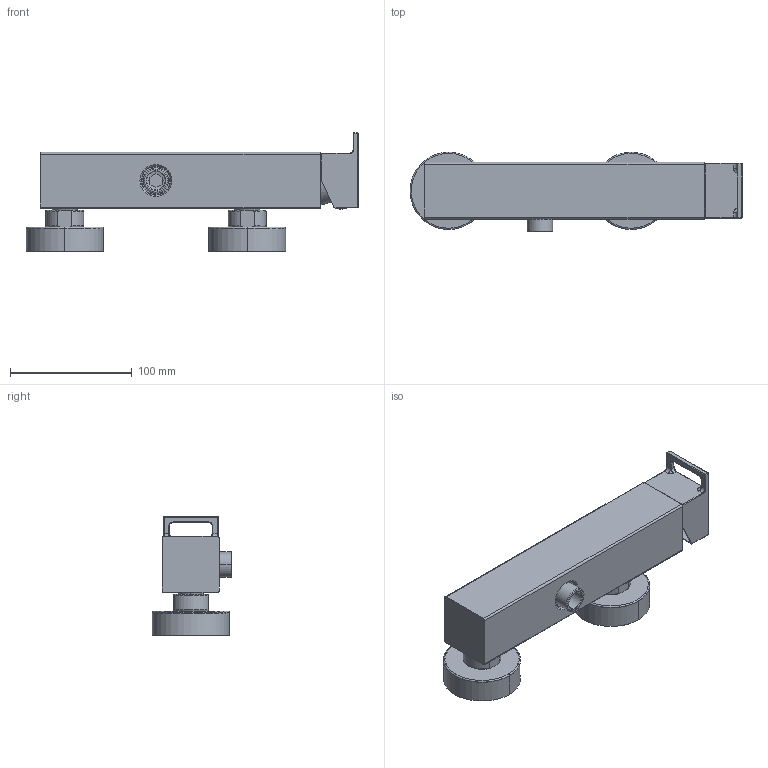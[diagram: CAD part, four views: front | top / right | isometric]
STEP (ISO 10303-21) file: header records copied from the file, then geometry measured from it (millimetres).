
FILE_DESCRIPTION((''),'2;1');
FILE_NAME('EF168CR','2021-01-14T10:51:56',('ut3'),('PAFFONI SpA'),'CREO PARAMETRIC BY PTC INC, 2020044','CREO PARAMETRIC BY PTC INC, 2020044','');
FILE_SCHEMA(('CONFIG_CONTROL_DESIGN','SHAPE_APPEARANCE_LAYERS_GROUPS'));
Products named in the file (1): EF168CR
Bounding box: 272.75 x 65.5 x 97.75 mm (x, y, z)
Volume: 263838.3 mm3; surface area: 170913.6 mm2
Topology: 1 solids, 1 shells, 1528 faces, 3933 edges, 2440 vertices
Faces by surface type: plane 736, cylinder 460, torus 158, cone 79, sphere 69, bspline 26
Entity records: 63038 total; most frequent: CARTESIAN_POINT 15145, ORIENTED_EDGE 7842, DIRECTION 7807, EDGE_CURVE 3921, AXIS2_PLACEMENT_3D 2886, VERTEX_POINT 2440, VECTOR 2035, LINE 2035
